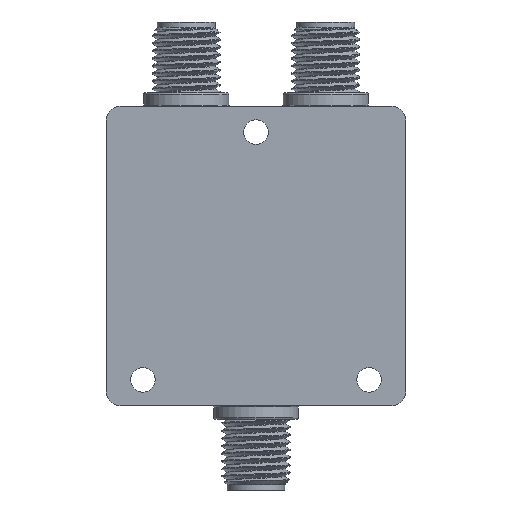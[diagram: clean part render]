
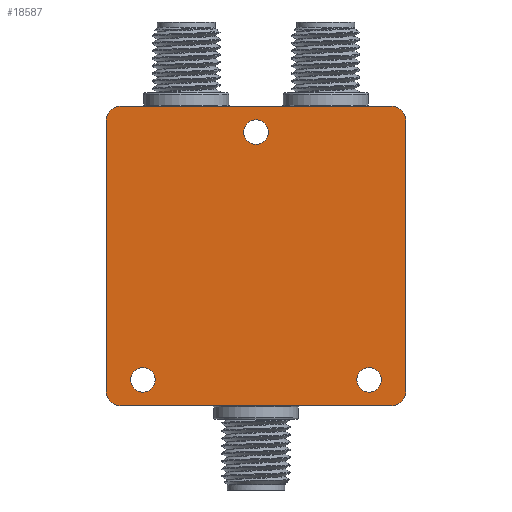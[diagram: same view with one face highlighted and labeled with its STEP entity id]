
A CAD part, front view. The second image highlights one B-rep face of the part: STEP entity #18587.
In plain terms, the highlighted planar face has unit normal (0, -1, 0).
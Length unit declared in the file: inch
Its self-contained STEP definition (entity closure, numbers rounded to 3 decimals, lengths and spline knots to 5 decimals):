
#146 = DIRECTION ( 'NONE',  ( 0., -1., 0. ) ) ;
#155 = AXIS2_PLACEMENT_3D ( 'NONE', #14492, #1402, #5764 ) ;
#682 = EDGE_CURVE ( 'NONE', #793, #8563, #7786, .T. ) ;
#782 = CIRCLE ( 'NONE', #4427, 0.045 ) ;
#793 = VERTEX_POINT ( 'NONE', #15380 ) ;
#1209 = CIRCLE ( 'NONE', #16668, 0.045 ) ;
#1402 = DIRECTION ( 'NONE',  ( 0., -1., 0. ) ) ;
#1637 = CARTESIAN_POINT ( 'NONE',  ( -0.41535, -0.19685, -0.40972 ) ) ;
#2011 = CARTESIAN_POINT ( 'NONE',  ( 0., -0.19685, 0.45472 ) ) ;
#2114 = VECTOR ( 'NONE', #11751, 39.37008 ) ;
#2920 = EDGE_CURVE ( 'NONE', #8965, #17080, #17412, .T. ) ;
#2966 = CARTESIAN_POINT ( 'NONE',  ( 0.54921, -0.19685, 0.49921 ) ) ;
#3001 = PLANE ( 'NONE',  #5005 ) ;
#3067 = CARTESIAN_POINT ( 'NONE',  ( 0.41535, -0.19685, -0.40972 ) ) ;
#3232 = EDGE_LOOP ( 'NONE', ( #15704 ) ) ;
#3342 = CARTESIAN_POINT ( 'NONE',  ( 0.49921, -0.19685, -0.49921 ) ) ;
#3343 = VERTEX_POINT ( 'NONE', #14906 ) ;
#3346 = DIRECTION ( 'NONE',  ( 0., 1., 0. ) ) ;
#3531 = CARTESIAN_POINT ( 'NONE',  ( -0.41535, -0.19685, -0.45472 ) ) ;
#4085 = CIRCLE ( 'NONE', #13436, 0.045 ) ;
#4186 = ORIENTED_EDGE ( 'NONE', *, *, #11030, .T. ) ;
#4427 = AXIS2_PLACEMENT_3D ( 'NONE', #16504, #16600, #12224 ) ;
#4483 = DIRECTION ( 'NONE',  ( 0., 0., 1. ) ) ;
#4988 = ORIENTED_EDGE ( 'NONE', *, *, #2920, .F. ) ;
#5005 = AXIS2_PLACEMENT_3D ( 'NONE', #5930, #146, #5837 ) ;
#5402 = ORIENTED_EDGE ( 'NONE', *, *, #17996, .T. ) ;
#5764 = DIRECTION ( 'NONE',  ( 0., 0., -1. ) ) ;
#5837 = DIRECTION ( 'NONE',  ( 0., 0., -1. ) ) ;
#5884 = VECTOR ( 'NONE', #11613, 39.37008 ) ;
#5898 = DIRECTION ( 'NONE',  ( 0., 0., -1. ) ) ;
#5930 = CARTESIAN_POINT ( 'NONE',  ( 0., -0.19685, 0. ) ) ;
#5945 = VERTEX_POINT ( 'NONE', #2966 ) ;
#6314 = ORIENTED_EDGE ( 'NONE', *, *, #15935, .T. ) ;
#6614 = EDGE_CURVE ( 'NONE', #16073, #16073, #782, .T. ) ;
#6669 = VERTEX_POINT ( 'NONE', #11000 ) ;
#6823 = LINE ( 'NONE', #9859, #8321 ) ;
#7403 = CARTESIAN_POINT ( 'NONE',  ( 0.54921, -0.19685, -0.49921 ) ) ;
#7413 = CIRCLE ( 'NONE', #14349, 0.05 ) ;
#7633 = EDGE_CURVE ( 'NONE', #8847, #8847, #1209, .T. ) ;
#7786 = CIRCLE ( 'NONE', #18718, 0.05 ) ;
#7789 = DIRECTION ( 'NONE',  ( 0., 1., 0. ) ) ;
#7859 = EDGE_CURVE ( 'NONE', #15501, #8563, #8716, .T. ) ;
#8321 = VECTOR ( 'NONE', #14123, 39.37008 ) ;
#8563 = VERTEX_POINT ( 'NONE', #12335 ) ;
#8686 = FACE_BOUND ( 'NONE', #3232, .T. ) ;
#8716 = LINE ( 'NONE', #14680, #2114 ) ;
#8847 = VERTEX_POINT ( 'NONE', #1637 ) ;
#8965 = VERTEX_POINT ( 'NONE', #14934 ) ;
#9002 = DIRECTION ( 'NONE',  ( 0., 0., -1. ) ) ;
#9059 = CARTESIAN_POINT ( 'NONE',  ( 0.49921, -0.19685, -0.54921 ) ) ;
#9147 = EDGE_LOOP ( 'NONE', ( #15135 ) ) ;
#9401 = DIRECTION ( 'NONE',  ( 0., -1., 0. ) ) ;
#9593 = CARTESIAN_POINT ( 'NONE',  ( -0.49921, -0.19685, -0.49921 ) ) ;
#9859 = CARTESIAN_POINT ( 'NONE',  ( 0.54921, -0.19685, 0.54921 ) ) ;
#9918 = LINE ( 'NONE', #18758, #16717 ) ;
#10008 = DIRECTION ( 'NONE',  ( 0., 0., 1. ) ) ;
#10098 = CARTESIAN_POINT ( 'NONE',  ( -0.54921, -0.19685, 0.54921 ) ) ;
#10298 = FACE_OUTER_BOUND ( 'NONE', #18709, .T. ) ;
#11000 = CARTESIAN_POINT ( 'NONE',  ( -0.54921, -0.19685, 0.49921 ) ) ;
#11030 = EDGE_CURVE ( 'NONE', #5945, #17080, #17339, .T. ) ;
#11190 = ORIENTED_EDGE ( 'NONE', *, *, #7859, .F. ) ;
#11213 = ORIENTED_EDGE ( 'NONE', *, *, #11734, .F. ) ;
#11613 = DIRECTION ( 'NONE',  ( 1., 0., 0. ) ) ;
#11661 = CARTESIAN_POINT ( 'NONE',  ( 0.49921, -0.19685, 0.49921 ) ) ;
#11734 = EDGE_CURVE ( 'NONE', #793, #6669, #9918, .T. ) ;
#11751 = DIRECTION ( 'NONE',  ( -1., 0., 0. ) ) ;
#12224 = DIRECTION ( 'NONE',  ( 0., 0., 1. ) ) ;
#12265 = ORIENTED_EDGE ( 'NONE', *, *, #15909, .T. ) ;
#12335 = CARTESIAN_POINT ( 'NONE',  ( -0.49921, -0.19685, -0.54921 ) ) ;
#13270 = DIRECTION ( 'NONE',  ( 0., -1., 0. ) ) ;
#13436 = AXIS2_PLACEMENT_3D ( 'NONE', #2011, #7789, #4483 ) ;
#13951 = DIRECTION ( 'NONE',  ( 0., 0., -1. ) ) ;
#14123 = DIRECTION ( 'NONE',  ( 0., 0., -1. ) ) ;
#14227 = VERTEX_POINT ( 'NONE', #7403 ) ;
#14349 = AXIS2_PLACEMENT_3D ( 'NONE', #3342, #17582, #5898 ) ;
#14381 = FACE_BOUND ( 'NONE', #9147, .T. ) ;
#14492 = CARTESIAN_POINT ( 'NONE',  ( -0.49921, -0.19685, 0.49921 ) ) ;
#14680 = CARTESIAN_POINT ( 'NONE',  ( -0.54921, -0.19685, -0.54921 ) ) ;
#14883 = ORIENTED_EDGE ( 'NONE', *, *, #682, .T. ) ;
#14906 = CARTESIAN_POINT ( 'NONE',  ( 0., -0.19685, 0.49972 ) ) ;
#14909 = DIRECTION ( 'NONE',  ( 0., 0., 1. ) ) ;
#14934 = CARTESIAN_POINT ( 'NONE',  ( -0.49921, -0.19685, 0.54921 ) ) ;
#15135 = ORIENTED_EDGE ( 'NONE', *, *, #7633, .T. ) ;
#15288 = ORIENTED_EDGE ( 'NONE', *, *, #17318, .F. ) ;
#15380 = CARTESIAN_POINT ( 'NONE',  ( -0.54921, -0.19685, -0.49921 ) ) ;
#15498 = EDGE_LOOP ( 'NONE', ( #6314 ) ) ;
#15501 = VERTEX_POINT ( 'NONE', #9059 ) ;
#15704 = ORIENTED_EDGE ( 'NONE', *, *, #6614, .T. ) ;
#15909 = EDGE_CURVE ( 'NONE', #15501, #14227, #7413, .T. ) ;
#15930 = CIRCLE ( 'NONE', #155, 0.05 ) ;
#15935 = EDGE_CURVE ( 'NONE', #3343, #3343, #4085, .T. ) ;
#16009 = FACE_BOUND ( 'NONE', #15498, .T. ) ;
#16073 = VERTEX_POINT ( 'NONE', #3067 ) ;
#16413 = AXIS2_PLACEMENT_3D ( 'NONE', #11661, #13270, #9002 ) ;
#16504 = CARTESIAN_POINT ( 'NONE',  ( 0.41535, -0.19685, -0.45472 ) ) ;
#16600 = DIRECTION ( 'NONE',  ( 0., 1., 0. ) ) ;
#16668 = AXIS2_PLACEMENT_3D ( 'NONE', #3531, #3346, #14909 ) ;
#16717 = VECTOR ( 'NONE', #10008, 39.37008 ) ;
#17080 = VERTEX_POINT ( 'NONE', #18161 ) ;
#17318 = EDGE_CURVE ( 'NONE', #5945, #14227, #6823, .T. ) ;
#17339 = CIRCLE ( 'NONE', #16413, 0.05 ) ;
#17412 = LINE ( 'NONE', #10098, #5884 ) ;
#17582 = DIRECTION ( 'NONE',  ( 0., -1., 0. ) ) ;
#17996 = EDGE_CURVE ( 'NONE', #8965, #6669, #15930, .T. ) ;
#18161 = CARTESIAN_POINT ( 'NONE',  ( 0.49921, -0.19685, 0.54921 ) ) ;
#18587 = ADVANCED_FACE ( 'NONE', ( #14381, #8686, #16009, #10298 ), #3001, .T. ) ;
#18709 = EDGE_LOOP ( 'NONE', ( #15288, #4186, #4988, #5402, #11213, #14883, #11190, #12265 ) ) ;
#18718 = AXIS2_PLACEMENT_3D ( 'NONE', #9593, #9401, #13951 ) ;
#18758 = CARTESIAN_POINT ( 'NONE',  ( -0.54921, -0.19685, 0.54921 ) ) ;
